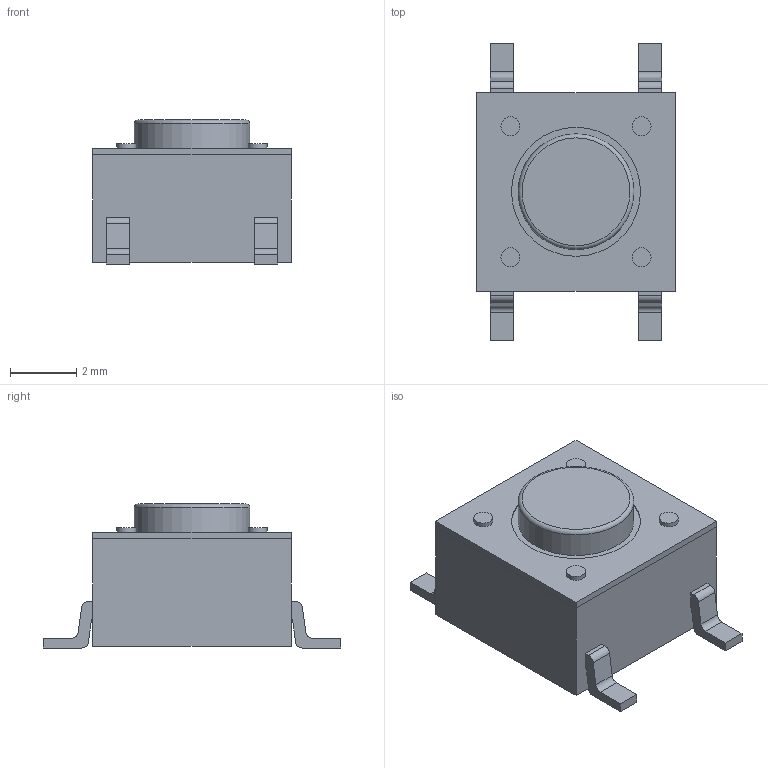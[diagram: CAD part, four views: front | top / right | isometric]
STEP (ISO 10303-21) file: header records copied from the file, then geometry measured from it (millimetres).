
FILE_DESCRIPTION(/* description */ ('Unknown'),/* implementation_level */ '2;1');
FILE_NAME(/* name */ 'PTS645SK43SMTR92LFS',/* time_stamp */ '2023-01-05T10:14:17+02:00',/* author */ ('Unknown'),/* organization */ ('Unknown'),/* preprocessor_version */ 'ST-DEVELOPER v18.102',/* originating_system */ 'Solid Edge',/* authorisation */ 'Unknown');
FILE_SCHEMA (('AUTOMOTIVE_DESIGN {1 0 10303 214 3 1 1}'));
Length unit declared in the file: millimetre
Products named in the file (1): PTS645SK43SMTR92LFS
Bounding box: 6 x 9 x 4.36 mm (x, y, z)
Volume: 134.6 mm3; surface area: 183.5 mm2
Topology: 1 solids, 1 shells, 71 faces, 173 edges, 114 vertices
Faces by surface type: plane 52, cylinder 18, torus 1
Full cylindrical faces by diameter (mm): 0.574 x4, 3.5 x1, 3.9 x1
Entity records: 2549 total; most frequent: CARTESIAN_POINT 350, DIRECTION 346, ORIENTED_EDGE 330, EDGE_CURVE 165, LINE 128, VECTOR 128, VERTEX_POINT 113, AXIS2_PLACEMENT_3D 109
